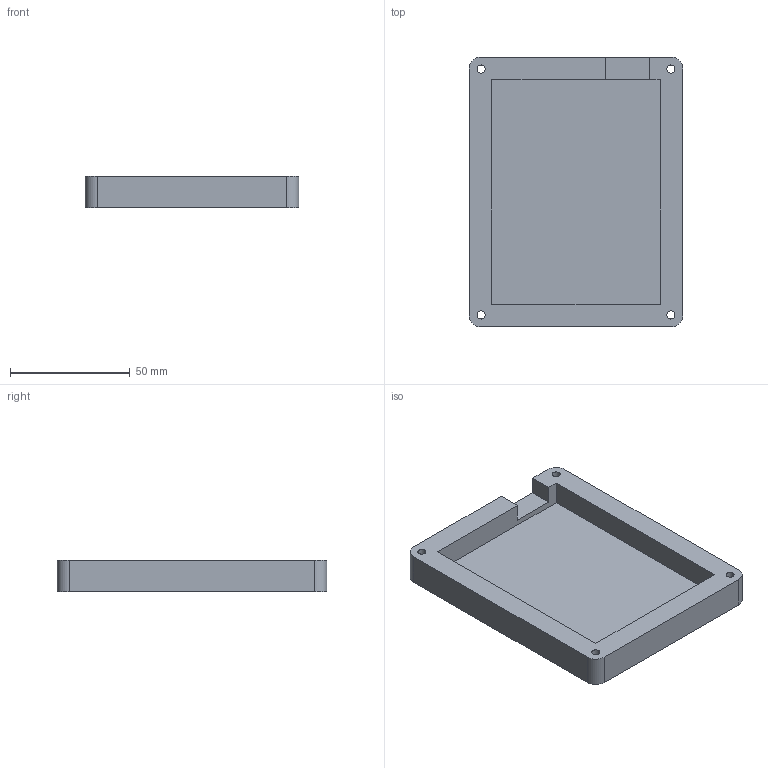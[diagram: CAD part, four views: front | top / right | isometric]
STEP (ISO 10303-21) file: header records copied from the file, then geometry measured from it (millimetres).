
FILE_DESCRIPTION(/* description */ (''),/* implementation_level */ '2;1');
FILE_NAME(/* name */ 'main body.step',/* time_stamp */ '2025-07-20T22:13:31+05:30',/* author */ (''),/* organization */ (''),/* preprocessor_version */ 'ST-DEVELOPER v20.1',/* originating_system */ 'Autodesk Translation Framework v14.10.0.0',/* authorisation */ '');
FILE_SCHEMA (('AUTOMOTIVE_DESIGN { 1 0 10303 214 3 1 1 }'));
Length unit declared in the file: millimetre
Products named in the file (1): 2025-07-20-22-12-41-272
Bounding box: 89.2 x 112.6 x 13 mm (x, y, z)
Volume: 62558.4 mm3; surface area: 28940.2 mm2
Topology: 10 solids, 10 shells, 229 faces, 615 edges, 410 vertices
Faces by surface type: bspline 134, plane 83, cylinder 12
Full cylindrical faces by diameter (mm): 3.4 x4, 6 x4
Entity records: 8437 total; most frequent: CARTESIAN_POINT 3533, ORIENTED_EDGE 1230, EDGE_CURVE 615, DIRECTION 563, VERTEX_POINT 410, LINE 323, VECTOR 323, B_SPLINE_CURVE_WITH_KNOTS 268
